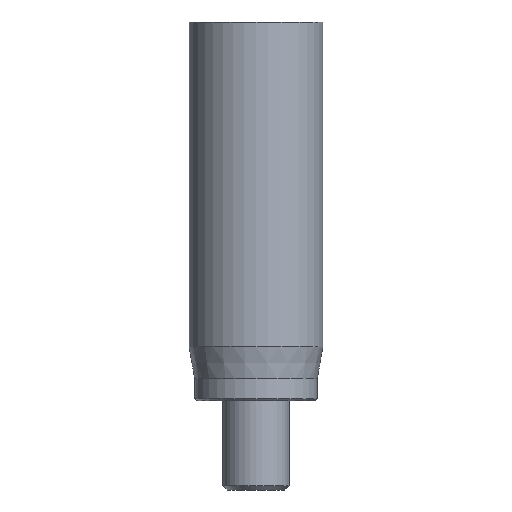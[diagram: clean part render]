
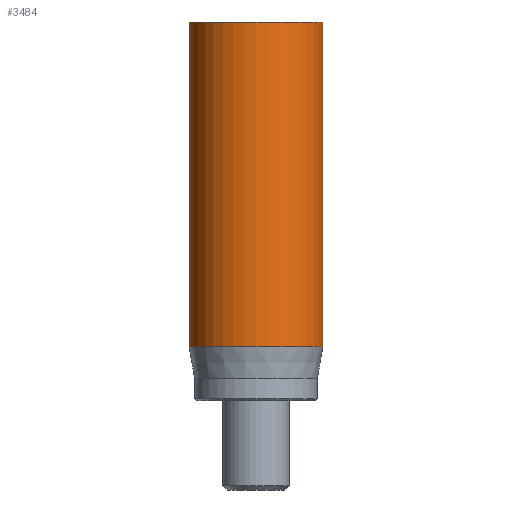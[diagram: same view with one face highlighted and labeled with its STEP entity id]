
A CAD part, front view. The second image highlights one B-rep face of the part: STEP entity #3484.
In plain terms, the highlighted cylindrical face has radius 3 mm (diameter 6 mm), a full revolution.
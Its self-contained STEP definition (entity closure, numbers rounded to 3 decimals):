
#40=CYLINDRICAL_SURFACE('',#3694,3.);
#58=CIRCLE('',#3662,3.);
#74=CIRCLE('',#3692,3.);
#75=CIRCLE('',#3693,3.);
#295=FACE_OUTER_BOUND('',#509,.T.);
#509=EDGE_LOOP('',(#2847,#2848,#2849,#2850,#2851));
#727=LINE('',#6164,#953);
#953=VECTOR('',#4012,3.);
#1507=VERTEX_POINT('',#6104);
#1523=VERTEX_POINT('',#6158);
#1524=VERTEX_POINT('',#6159);
#1962=EDGE_CURVE('',#1507,#1507,#58,.T.);
#1986=EDGE_CURVE('',#1523,#1524,#74,.T.);
#1987=EDGE_CURVE('',#1524,#1523,#75,.T.);
#1989=EDGE_CURVE('',#1507,#1523,#727,.T.);
#2847=ORIENTED_EDGE('',*,*,#1962,.T.);
#2848=ORIENTED_EDGE('',*,*,#1989,.T.);
#2849=ORIENTED_EDGE('',*,*,#1986,.T.);
#2850=ORIENTED_EDGE('',*,*,#1987,.T.);
#2851=ORIENTED_EDGE('',*,*,#1989,.F.);
#3484=ADVANCED_FACE('',(#295),#40,.T.);
#3662=AXIS2_PLACEMENT_3D('',#6105,#3937,#3938);
#3692=AXIS2_PLACEMENT_3D('',#6160,#4005,#4006);
#3693=AXIS2_PLACEMENT_3D('',#6161,#4007,#4008);
#3694=AXIS2_PLACEMENT_3D('',#6163,#4010,#4011);
#3937=DIRECTION('center_axis',(0.,0.,-1.));
#3938=DIRECTION('ref_axis',(-1.,0.,0.));
#4005=DIRECTION('center_axis',(0.,0.,1.));
#4006=DIRECTION('ref_axis',(-1.,0.,0.));
#4007=DIRECTION('center_axis',(0.,0.,1.));
#4008=DIRECTION('ref_axis',(-1.,0.,0.));
#4010=DIRECTION('center_axis',(0.,0.,1.));
#4011=DIRECTION('ref_axis',(-1.,0.,0.));
#4012=DIRECTION('',(0.,0.,-1.));
#6104=CARTESIAN_POINT('',(3.,0.,17.));
#6105=CARTESIAN_POINT('Origin',(0.,0.,17.));
#6158=CARTESIAN_POINT('',(3.,0.,2.418));
#6159=CARTESIAN_POINT('',(-3.,0.,2.418));
#6160=CARTESIAN_POINT('Origin',(0.,0.,2.418));
#6161=CARTESIAN_POINT('Origin',(0.,0.,2.418));
#6163=CARTESIAN_POINT('Origin',(0.,0.,0.));
#6164=CARTESIAN_POINT('',(3.,0.,0.));
